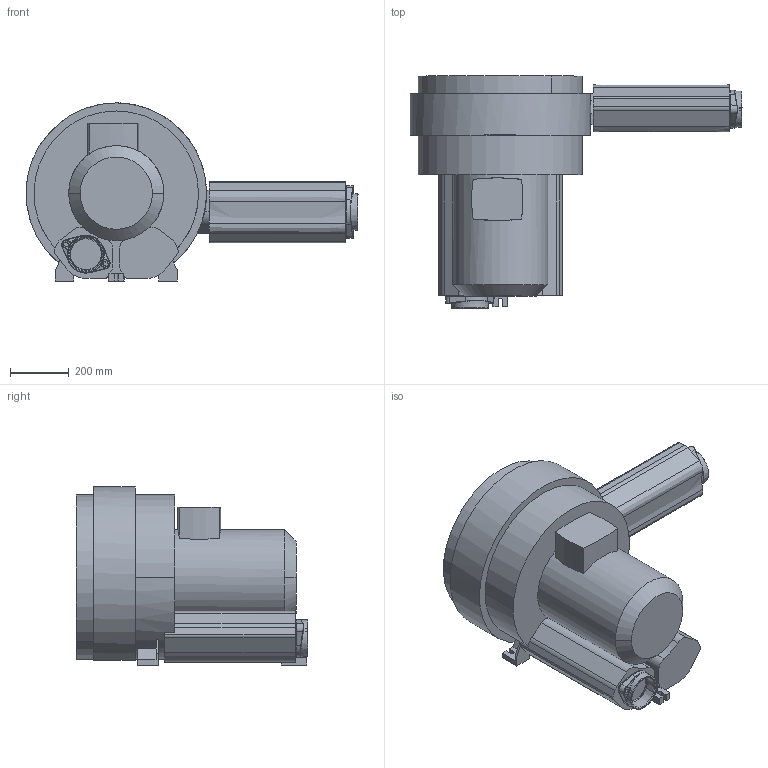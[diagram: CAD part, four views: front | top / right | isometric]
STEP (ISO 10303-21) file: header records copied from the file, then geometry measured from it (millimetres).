
FILE_DESCRIPTION((''),'2;1');
FILE_NAME('2RB920-1HQ17-JT','2025-09-17T',('Administrator'),(''),'PRO/ENGINEER BY PARAMETRIC TECHNOLOGY CORPORATION, 2007090','PRO/ENGINEER BY PARAMETRIC TECHNOLOGY CORPORATION, 2007090','');
FILE_SCHEMA(('AUTOMOTIVE_DESIGN_CC2 { 1 2 10303 214 -1 1 5 2 }'));
Length unit declared in the file: millimetre
Products named in the file (1): 2RB920-1HQ17-JT
Bounding box: 1130.36 x 789.5 x 606.8 mm (x, y, z)
Volume: 159103794.4 mm3; surface area: 2481247.4 mm2
Topology: 1 solids, 1 shells, 487 faces, 1166 edges, 705 vertices
Faces by surface type: plane 164, cylinder 102, bspline 88, cone 54, torus 48, sphere 16, extrusion 15
Entity records: 17516 total; most frequent: CARTESIAN_POINT 6537, ORIENTED_EDGE 2332, DIRECTION 2234, EDGE_CURVE 1166, AXIS2_PLACEMENT_3D 843, VERTEX_POINT 705, VECTOR 548, LINE 533
